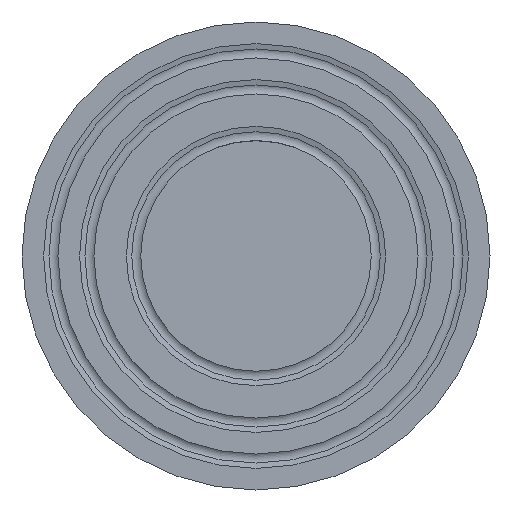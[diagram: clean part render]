
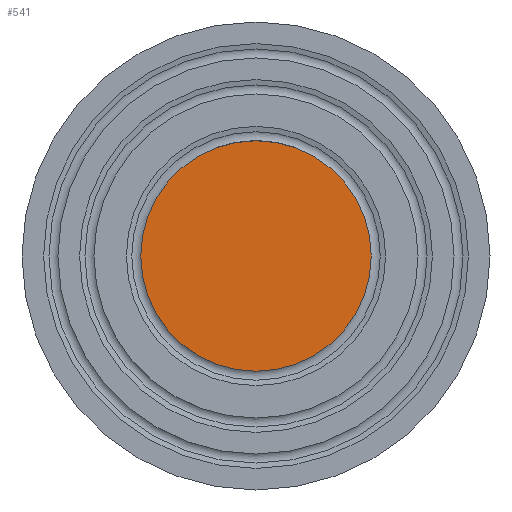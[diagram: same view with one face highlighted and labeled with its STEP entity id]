
A CAD part, left-side view. The second image highlights one B-rep face of the part: STEP entity #541.
In plain terms, the highlighted planar face has unit normal (-1, 0, 0).
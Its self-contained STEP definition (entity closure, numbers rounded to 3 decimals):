
#51=PLANE('',#644);
#145=FACE_OUTER_BOUND('',#190,.T.);
#190=EDGE_LOOP('',(#501));
#234=CIRCLE('',#643,16.);
#282=VERTEX_POINT('',#1022);
#354=EDGE_CURVE('',#282,#282,#234,.T.);
#501=ORIENTED_EDGE('',*,*,#354,.T.);
#541=ADVANCED_FACE('',(#145),#51,.T.);
#643=AXIS2_PLACEMENT_3D('',#1023,#827,#828);
#644=AXIS2_PLACEMENT_3D('',#1025,#830,#831);
#827=DIRECTION('center_axis',(-1.,0.,0.));
#828=DIRECTION('ref_axis',(0.,0.,1.));
#830=DIRECTION('center_axis',(-1.,0.,0.));
#831=DIRECTION('ref_axis',(0.,0.,1.));
#1022=CARTESIAN_POINT('',(0.,-16.,0.));
#1023=CARTESIAN_POINT('Origin',(0.,0.,0.));
#1025=CARTESIAN_POINT('Origin',(0.,0.,0.));
